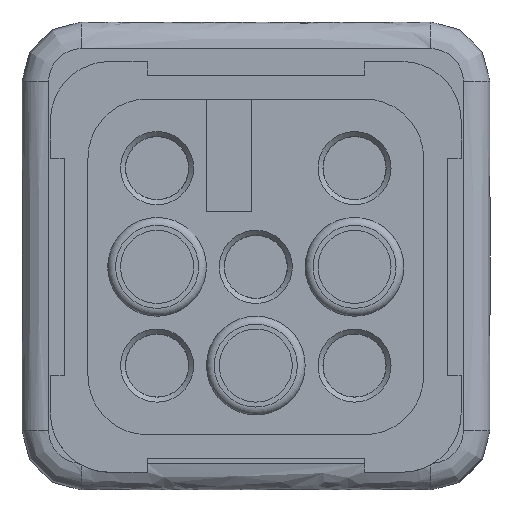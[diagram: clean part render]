
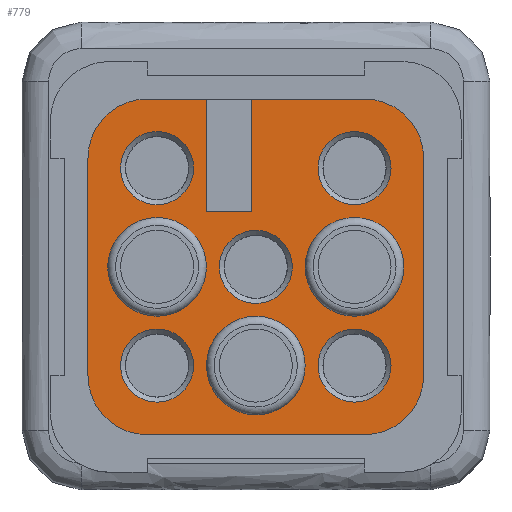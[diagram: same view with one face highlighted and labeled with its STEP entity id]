
A CAD part, front view. The second image highlights one B-rep face of the part: STEP entity #779.
In plain terms, the highlighted planar face has unit normal (0, -1, 0).
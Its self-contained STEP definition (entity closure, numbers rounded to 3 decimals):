
#122=PLANE('',#2602);
#221=LINE('',#3672,#420);
#224=LINE('',#3682,#423);
#228=LINE('',#3690,#427);
#232=LINE('',#3698,#431);
#235=LINE('',#3704,#434);
#238=LINE('',#3713,#437);
#273=LINE('',#3962,#472);
#274=LINE('',#3965,#473);
#420=VECTOR('',#2822,1.);
#423=VECTOR('',#2833,1.);
#427=VECTOR('',#2837,1.);
#431=VECTOR('',#2843,1.);
#434=VECTOR('',#2848,1.);
#437=VECTOR('',#2859,1.);
#472=VECTOR('',#3022,1.);
#473=VECTOR('',#3025,1.);
#779=ADVANCED_FACE('',(#949,#950,#951,#952,#953,#954,#955,#956,#957),#122,
 .F.);
#949=FACE_BOUND('',#1066,.T.);
#950=FACE_BOUND('',#1067,.T.);
#951=FACE_BOUND('',#1068,.T.);
#952=FACE_BOUND('',#1069,.T.);
#953=FACE_BOUND('',#1070,.T.);
#954=FACE_BOUND('',#1071,.T.);
#955=FACE_BOUND('',#1072,.T.);
#956=FACE_BOUND('',#1073,.T.);
#957=FACE_BOUND('',#1074,.T.);
#1066=EDGE_LOOP('',(#1404));
#1067=EDGE_LOOP('',(#1405));
#1068=EDGE_LOOP('',(#1406));
#1069=EDGE_LOOP('',(#1407));
#1070=EDGE_LOOP('',(#1408));
#1071=EDGE_LOOP('',(#1409));
#1072=EDGE_LOOP('',(#1410));
#1073=EDGE_LOOP('',(#1411));
#1074=EDGE_LOOP('',(#1412,#1413,#1414,#1415,#1416,#1417,#1418,#1419,#1420,
#1421,#1422,#1423));
#1404=ORIENTED_EDGE('',*,*,#2236,.F.);
#1405=ORIENTED_EDGE('',*,*,#2237,.F.);
#1406=ORIENTED_EDGE('',*,*,#2235,.F.);
#1407=ORIENTED_EDGE('',*,*,#2238,.F.);
#1408=ORIENTED_EDGE('',*,*,#2239,.F.);
#1409=ORIENTED_EDGE('',*,*,#2240,.F.);
#1410=ORIENTED_EDGE('',*,*,#2241,.F.);
#1411=ORIENTED_EDGE('',*,*,#2242,.F.);
#1412=ORIENTED_EDGE('',*,*,#2157,.F.);
#1413=ORIENTED_EDGE('',*,*,#2154,.F.);
#1414=ORIENTED_EDGE('',*,*,#2146,.F.);
#1415=ORIENTED_EDGE('',*,*,#2143,.F.);
#1416=ORIENTED_EDGE('',*,*,#2141,.F.);
#1417=ORIENTED_EDGE('',*,*,#2160,.T.);
#1418=ORIENTED_EDGE('',*,*,#2162,.F.);
#1419=ORIENTED_EDGE('',*,*,#2135,.F.);
#1420=ORIENTED_EDGE('',*,*,#2243,.F.);
#1421=ORIENTED_EDGE('',*,*,#2244,.T.);
#1422=ORIENTED_EDGE('',*,*,#2150,.F.);
#1423=ORIENTED_EDGE('',*,*,#2245,.F.);
#1898=VERTEX_POINT('',#3658);
#1899=VERTEX_POINT('',#3660);
#1901=VERTEX_POINT('',#3666);
#1904=VERTEX_POINT('',#3671);
#1906=VERTEX_POINT('',#3677);
#1908=VERTEX_POINT('',#3683);
#1911=VERTEX_POINT('',#3689);
#1912=VERTEX_POINT('',#3691);
#1913=VERTEX_POINT('',#3695);
#1915=VERTEX_POINT('',#3701);
#1918=VERTEX_POINT('',#3709);
#1981=VERTEX_POINT('',#3946);
#1982=VERTEX_POINT('',#3949);
#1983=VERTEX_POINT('',#3951);
#1984=VERTEX_POINT('',#3953);
#1985=VERTEX_POINT('',#3955);
#1986=VERTEX_POINT('',#3957);
#1987=VERTEX_POINT('',#3959);
#1988=VERTEX_POINT('',#3961);
#1989=VERTEX_POINT('',#3963);
#2135=EDGE_CURVE('',#1898,#1899,#2418,.T.);
#2141=EDGE_CURVE('',#1904,#1901,#221,.T.);
#2143=EDGE_CURVE('',#1901,#1906,#2421,.T.);
#2146=EDGE_CURVE('',#1906,#1908,#224,.T.);
#2150=EDGE_CURVE('',#1911,#1912,#228,.T.);
#2154=EDGE_CURVE('',#1908,#1913,#232,.T.);
#2157=EDGE_CURVE('',#1913,#1915,#235,.T.);
#2160=EDGE_CURVE('',#1904,#1918,#2423,.T.);
#2162=EDGE_CURVE('',#1899,#1918,#238,.T.);
#2235=EDGE_CURVE('',#1981,#1981,#2454,.T.);
#2236=EDGE_CURVE('',#1982,#1982,#2455,.T.);
#2237=EDGE_CURVE('',#1983,#1983,#2456,.T.);
#2238=EDGE_CURVE('',#1984,#1984,#2457,.T.);
#2239=EDGE_CURVE('',#1985,#1985,#2458,.T.);
#2240=EDGE_CURVE('',#1986,#1986,#2459,.T.);
#2241=EDGE_CURVE('',#1987,#1987,#2460,.T.);
#2242=EDGE_CURVE('',#1988,#1988,#2461,.T.);
#2243=EDGE_CURVE('',#1989,#1898,#273,.T.);
#2244=EDGE_CURVE('',#1989,#1912,#2462,.T.);
#2245=EDGE_CURVE('',#1915,#1911,#274,.T.);
#2418=CIRCLE('',#2524,3.);
#2421=CIRCLE('',#2529,3.);
#2423=CIRCLE('',#2535,3.);
#2454=CIRCLE('',#2592,2.5);
#2455=CIRCLE('',#2594,2.5);
#2456=CIRCLE('',#2595,2.5);
#2457=CIRCLE('',#2596,1.85);
#2458=CIRCLE('',#2597,1.85);
#2459=CIRCLE('',#2598,1.85);
#2460=CIRCLE('',#2599,1.85);
#2461=CIRCLE('',#2600,1.85);
#2462=CIRCLE('',#2601,3.);
#2524=AXIS2_PLACEMENT_3D('',#3659,#2812,#2813);
#2529=AXIS2_PLACEMENT_3D('',#3676,#2827,#2828);
#2535=AXIS2_PLACEMENT_3D('',#3710,#2854,#2855);
#2592=AXIS2_PLACEMENT_3D('',#3945,#3004,#3005);
#2594=AXIS2_PLACEMENT_3D('',#3948,#3008,#3009);
#2595=AXIS2_PLACEMENT_3D('',#3950,#3010,#3011);
#2596=AXIS2_PLACEMENT_3D('',#3952,#3012,#3013);
#2597=AXIS2_PLACEMENT_3D('',#3954,#3014,#3015);
#2598=AXIS2_PLACEMENT_3D('',#3956,#3016,#3017);
#2599=AXIS2_PLACEMENT_3D('',#3958,#3018,#3019);
#2600=AXIS2_PLACEMENT_3D('',#3960,#3020,#3021);
#2601=AXIS2_PLACEMENT_3D('',#3964,#3023,#3024);
#2602=AXIS2_PLACEMENT_3D('',#3966,#3026,#3027);
#2812=DIRECTION('',(0.,1.,0.));
#2813=DIRECTION('',(0.,0.,1.));
#2822=DIRECTION('',(0.,0.,1.));
#2827=DIRECTION('',(0.,1.,0.));
#2828=DIRECTION('',(0.,0.,1.));
#2833=DIRECTION('',(1.,0.,0.));
#2837=DIRECTION('',(1.,0.,0.));
#2843=DIRECTION('',(0.,0.,-1.));
#2848=DIRECTION('',(1.,0.,0.));
#2854=DIRECTION('',(0.,-1.,0.));
#2855=DIRECTION('',(0.,0.,1.));
#2859=DIRECTION('',(-1.,0.,0.));
#3004=DIRECTION('',(0.,-1.,0.));
#3005=DIRECTION('',(-1.,0.,0.));
#3008=DIRECTION('',(0.,-1.,0.));
#3009=DIRECTION('',(-1.,0.,0.));
#3010=DIRECTION('',(0.,-1.,0.));
#3011=DIRECTION('',(-1.,0.,0.));
#3012=DIRECTION('',(0.,-1.,0.));
#3013=DIRECTION('',(1.,0.,0.));
#3014=DIRECTION('',(0.,-1.,0.));
#3015=DIRECTION('',(1.,0.,0.));
#3016=DIRECTION('',(0.,-1.,0.));
#3017=DIRECTION('',(1.,0.,0.));
#3018=DIRECTION('',(0.,-1.,0.));
#3019=DIRECTION('',(1.,0.,0.));
#3020=DIRECTION('',(0.,-1.,0.));
#3021=DIRECTION('',(1.,0.,0.));
#3022=DIRECTION('',(0.,0.,-1.));
#3023=DIRECTION('',(0.,-1.,0.));
#3024=DIRECTION('',(0.,0.,1.));
#3025=DIRECTION('',(0.,0.,1.));
#3026=DIRECTION('',(0.,1.,0.));
#3027=DIRECTION('',(-1.,0.,0.));
#3658=CARTESIAN_POINT('',(10.524,-3.518,14.1));
#3659=CARTESIAN_POINT('',(7.524,-3.518,14.1));
#3660=CARTESIAN_POINT('',(7.524,-3.518,11.1));
#3666=CARTESIAN_POINT('',(-6.476,-3.518,25.1));
#3671=CARTESIAN_POINT('',(-6.476,-3.518,14.1));
#3672=CARTESIAN_POINT('',(-6.476,-3.518,26.1));
#3676=CARTESIAN_POINT('',(-3.476,-3.518,25.1));
#3677=CARTESIAN_POINT('',(-3.476,-3.518,28.1));
#3682=CARTESIAN_POINT('',(-6.676,-3.518,28.1));
#3683=CARTESIAN_POINT('',(-0.476,-3.518,28.1));
#3689=CARTESIAN_POINT('',(1.824,-3.518,28.1));
#3690=CARTESIAN_POINT('',(8.524,-3.518,28.1));
#3691=CARTESIAN_POINT('',(7.524,-3.518,28.1));
#3695=CARTESIAN_POINT('',(-0.476,-3.518,22.4));
#3698=CARTESIAN_POINT('',(-0.476,-3.518,27.6));
#3701=CARTESIAN_POINT('',(1.824,-3.518,22.4));
#3704=CARTESIAN_POINT('',(0.024,-3.518,22.4));
#3709=CARTESIAN_POINT('',(-3.476,-3.518,11.1));
#3710=CARTESIAN_POINT('',(-3.476,-3.518,14.1));
#3713=CARTESIAN_POINT('',(8.524,-3.518,11.1));
#3945=CARTESIAN_POINT('',(-2.976,-3.518,19.6));
#3946=CARTESIAN_POINT('',(-5.476,-3.518,19.6));
#3948=CARTESIAN_POINT('',(7.024,-3.518,19.6));
#3949=CARTESIAN_POINT('',(4.524,-3.518,19.6));
#3950=CARTESIAN_POINT('',(2.024,-3.518,14.6));
#3951=CARTESIAN_POINT('',(-0.476,-3.518,14.6));
#3952=CARTESIAN_POINT('',(7.024,-3.518,14.6));
#3953=CARTESIAN_POINT('',(8.874,-3.518,14.6));
#3954=CARTESIAN_POINT('',(2.024,-3.518,19.6));
#3955=CARTESIAN_POINT('',(3.874,-3.518,19.6));
#3956=CARTESIAN_POINT('',(-2.976,-3.518,14.6));
#3957=CARTESIAN_POINT('',(-1.126,-3.518,14.6));
#3958=CARTESIAN_POINT('',(7.024,-3.518,24.6));
#3959=CARTESIAN_POINT('',(8.874,-3.518,24.6));
#3960=CARTESIAN_POINT('',(-2.976,-3.518,24.6));
#3961=CARTESIAN_POINT('',(-1.126,-3.518,24.6));
#3962=CARTESIAN_POINT('',(10.524,-3.518,28.3));
#3963=CARTESIAN_POINT('',(10.524,-3.518,25.1));
#3964=CARTESIAN_POINT('',(7.524,-3.518,25.1));
#3965=CARTESIAN_POINT('',(1.824,-3.518,22.9));
#3966=CARTESIAN_POINT('',(-6.676,-3.518,28.3));
